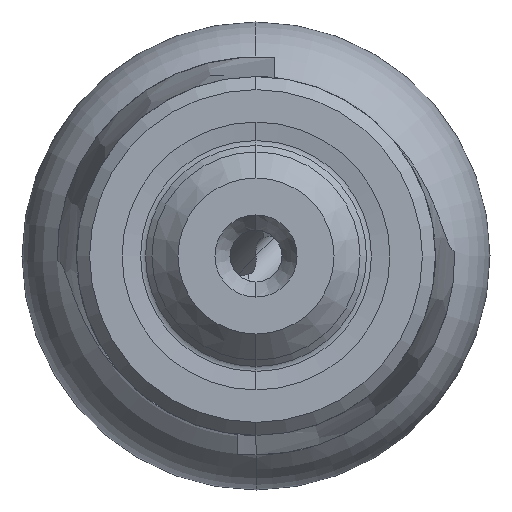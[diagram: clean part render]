
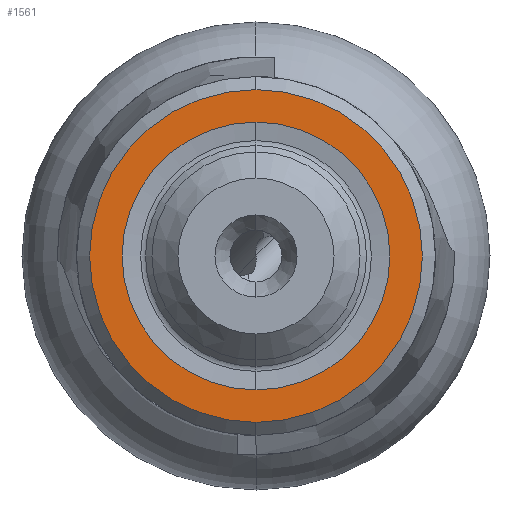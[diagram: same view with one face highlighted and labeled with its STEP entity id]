
A CAD part, left-side view. The second image highlights one B-rep face of the part: STEP entity #1561.
In plain terms, the highlighted planar face has unit normal (-1, 0, 0).
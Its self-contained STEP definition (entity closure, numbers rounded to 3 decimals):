
#46 = VERTEX_POINT ( 'NONE', #2450 ) ;
#155 = ORIENTED_EDGE ( 'NONE', *, *, #3042, .T. ) ;
#165 = CARTESIAN_POINT ( 'NONE',  ( -27.1, 0., 0. ) ) ;
#420 = CIRCLE ( 'NONE', #2180, 6.4 ) ;
#426 = DIRECTION ( 'NONE',  ( 0., 0., -1. ) ) ;
#447 = DIRECTION ( 'NONE',  ( 1., 0., 0. ) ) ;
#691 = DIRECTION ( 'NONE',  ( 0., 0., 1. ) ) ;
#702 = CIRCLE ( 'NONE', #2622, 6.4 ) ;
#754 = CIRCLE ( 'NONE', #1366, 5.15 ) ;
#842 = DIRECTION ( 'NONE',  ( 0., 0., -1. ) ) ;
#928 = CARTESIAN_POINT ( 'NONE',  ( -27.1, 0., 0. ) ) ;
#936 = VERTEX_POINT ( 'NONE', #2040 ) ;
#1117 = DIRECTION ( 'NONE',  ( 1., 0., 0. ) ) ;
#1152 = DIRECTION ( 'NONE',  ( 0., 0., -1. ) ) ;
#1153 = EDGE_LOOP ( 'NONE', ( #3197, #2955 ) ) ;
#1365 = CARTESIAN_POINT ( 'NONE',  ( -27.1, 0., 0. ) ) ;
#1366 = AXIS2_PLACEMENT_3D ( 'NONE', #928, #2227, #3236 ) ;
#1393 = CARTESIAN_POINT ( 'NONE',  ( -27.1, 0., 5.15 ) ) ;
#1410 = PLANE ( 'NONE',  #2866 ) ;
#1453 = CARTESIAN_POINT ( 'NONE',  ( -27.1, 0., 0. ) ) ;
#1475 = VERTEX_POINT ( 'NONE', #1393 ) ;
#1555 = EDGE_CURVE ( 'NONE', #46, #1798, #702, .T. ) ;
#1561 = ADVANCED_FACE ( 'NONE', ( #2675, #1606 ), #1410, .T. ) ;
#1606 = FACE_OUTER_BOUND ( 'NONE', #1153, .T. ) ;
#1664 = CIRCLE ( 'NONE', #2725, 5.15 ) ;
#1798 = VERTEX_POINT ( 'NONE', #3261 ) ;
#1880 = ORIENTED_EDGE ( 'NONE', *, *, #2366, .T. ) ;
#2040 = CARTESIAN_POINT ( 'NONE',  ( -27.1, 0., -5.15 ) ) ;
#2180 = AXIS2_PLACEMENT_3D ( 'NONE', #1365, #1117, #842 ) ;
#2208 = CARTESIAN_POINT ( 'NONE',  ( -27.1, 6.4, 0. ) ) ;
#2227 = DIRECTION ( 'NONE',  ( 1., 0., 0. ) ) ;
#2259 = EDGE_CURVE ( 'NONE', #1798, #46, #420, .T. ) ;
#2366 = EDGE_CURVE ( 'NONE', #1475, #936, #754, .T. ) ;
#2429 = DIRECTION ( 'NONE',  ( 1., 0., 0. ) ) ;
#2450 = CARTESIAN_POINT ( 'NONE',  ( -27.1, 0., 6.4 ) ) ;
#2622 = AXIS2_PLACEMENT_3D ( 'NONE', #1453, #447, #426 ) ;
#2675 = FACE_BOUND ( 'NONE', #3054, .T. ) ;
#2725 = AXIS2_PLACEMENT_3D ( 'NONE', #165, #2429, #1152 ) ;
#2866 = AXIS2_PLACEMENT_3D ( 'NONE', #2208, #3193, #691 ) ;
#2955 = ORIENTED_EDGE ( 'NONE', *, *, #1555, .F. ) ;
#3042 = EDGE_CURVE ( 'NONE', #936, #1475, #1664, .T. ) ;
#3054 = EDGE_LOOP ( 'NONE', ( #1880, #155 ) ) ;
#3193 = DIRECTION ( 'NONE',  ( -1., 0., 0. ) ) ;
#3197 = ORIENTED_EDGE ( 'NONE', *, *, #2259, .F. ) ;
#3236 = DIRECTION ( 'NONE',  ( 0., 0., -1. ) ) ;
#3261 = CARTESIAN_POINT ( 'NONE',  ( -27.1, 0., -6.4 ) ) ;
